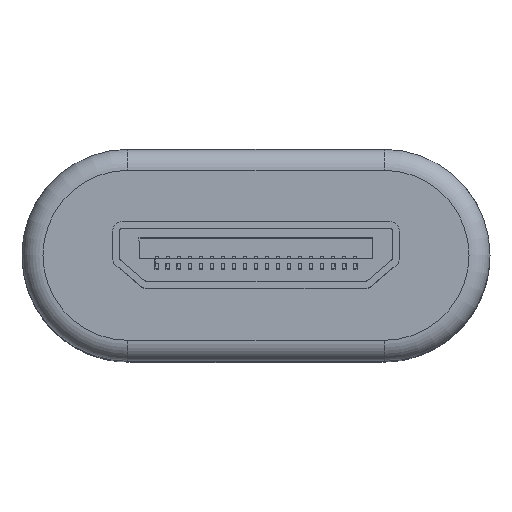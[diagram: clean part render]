
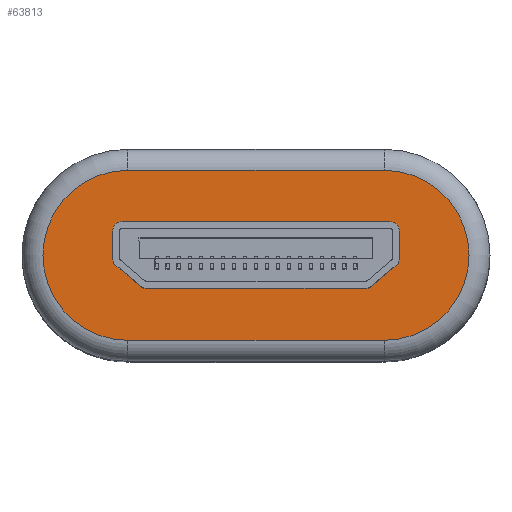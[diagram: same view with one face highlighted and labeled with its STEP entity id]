
A CAD part, top view. The second image highlights one B-rep face of the part: STEP entity #63813.
In plain terms, the highlighted planar face has unit normal (0, 0, 1).
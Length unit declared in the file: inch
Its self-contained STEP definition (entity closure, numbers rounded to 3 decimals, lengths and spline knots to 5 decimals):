
#896 = CIRCLE ( 'NONE', #34131, 0.01378 ) ;
#1118 = VERTEX_POINT ( 'NONE', #59631 ) ;
#1467 = EDGE_CURVE ( 'NONE', #3362, #5325, #37171, .T. ) ;
#2078 = VERTEX_POINT ( 'NONE', #38466 ) ;
#3348 = CARTESIAN_POINT ( 'NONE',  ( -0.15637, -0.03386, 0. ) ) ;
#3362 = VERTEX_POINT ( 'NONE', #67121 ) ;
#3941 = VECTOR ( 'NONE', #35483, 39.37008 ) ;
#4065 = CARTESIAN_POINT ( 'NONE',  ( -0.18307, 0.12157, 0. ) ) ;
#4304 = VECTOR ( 'NONE', #27480, 39.37008 ) ;
#4382 = CARTESIAN_POINT ( 'NONE',  ( 0.18307, 0., 0. ) ) ;
#4496 = ORIENTED_EDGE ( 'NONE', *, *, #1467, .T. ) ;
#4707 = EDGE_CURVE ( 'NONE', #11757, #9521, #896, .T. ) ;
#5325 = VERTEX_POINT ( 'NONE', #38325 ) ;
#5626 = VECTOR ( 'NONE', #65296, 39.37008 ) ;
#5706 = VERTEX_POINT ( 'NONE', #59668 ) ;
#5721 = EDGE_CURVE ( 'NONE', #22464, #3362, #19834, .T. ) ;
#6136 = VERTEX_POINT ( 'NONE', #47460 ) ;
#6372 = ORIENTED_EDGE ( 'NONE', *, *, #18507, .T. ) ;
#6490 = CARTESIAN_POINT ( 'NONE',  ( 0.19134, -0.00424, 0. ) ) ;
#7900 = DIRECTION ( 'NONE',  ( -1., 0., 0. ) ) ;
#7944 = DIRECTION ( 'NONE',  ( 0.763, -0.646, 0. ) ) ;
#8086 = LINE ( 'NONE', #15138, #34823 ) ;
#8252 = AXIS2_PLACEMENT_3D ( 'NONE', #3348, #40728, #8720 ) ;
#8547 = EDGE_CURVE ( 'NONE', #1118, #11757, #30721, .T. ) ;
#8720 = DIRECTION ( 'NONE',  ( 1., 0., 0. ) ) ;
#9215 = VERTEX_POINT ( 'NONE', #46181 ) ;
#9433 = CARTESIAN_POINT ( 'NONE',  ( 0.15637, -0.04764, 0. ) ) ;
#9521 = VERTEX_POINT ( 'NONE', #11751 ) ;
#9669 = ORIENTED_EDGE ( 'NONE', *, *, #44105, .F. ) ;
#9763 = DIRECTION ( 'NONE',  ( -1., 0., 0. ) ) ;
#9779 = ORIENTED_EDGE ( 'NONE', *, *, #16821, .F. ) ;
#10670 = AXIS2_PLACEMENT_3D ( 'NONE', #61537, #29520, #66893 ) ;
#10889 = EDGE_CURVE ( 'NONE', #5325, #44451, #60388, .T. ) ;
#11751 = CARTESIAN_POINT ( 'NONE',  ( -0.20512, 0.03386, 0. ) ) ;
#11757 = VERTEX_POINT ( 'NONE', #41187 ) ;
#11849 = DIRECTION ( 'NONE',  ( -1., 0., 0. ) ) ;
#12548 = EDGE_CURVE ( 'NONE', #9215, #60052, #47154, .T. ) ;
#13667 = VERTEX_POINT ( 'NONE', #41388 ) ;
#14038 = CARTESIAN_POINT ( 'NONE',  ( 0.20512, -0.00424, 0. ) ) ;
#14122 = CARTESIAN_POINT ( 'NONE',  ( -0.33465, 0.15157, 0. ) ) ;
#14352 = FACE_OUTER_BOUND ( 'NONE', #40528, .T. ) ;
#14355 = DIRECTION ( 'NONE',  ( -1., 0., 0. ) ) ;
#15138 = CARTESIAN_POINT ( 'NONE',  ( -0.15637, -0.04764, 0. ) ) ;
#15430 = CARTESIAN_POINT ( 'NONE',  ( -0.18307, -0.12157, 0. ) ) ;
#16821 = EDGE_CURVE ( 'NONE', #41434, #55025, #8086, .T. ) ;
#18507 = EDGE_CURVE ( 'NONE', #44451, #22464, #34169, .T. ) ;
#19068 = ORIENTED_EDGE ( 'NONE', *, *, #61580, .F. ) ;
#19370 = VECTOR ( 'NONE', #7900, 39.37008 ) ;
#19779 = EDGE_LOOP ( 'NONE', ( #9779, #61470, #34664, #37240, #48712, #68100, #40706, #19068, #35653, #56908, #9669, #56697 ) ) ;
#19834 = LINE ( 'NONE', #33276, #5626 ) ;
#20066 = CARTESIAN_POINT ( 'NONE',  ( -0.16527, -0.04437, 0. ) ) ;
#20361 = CIRCLE ( 'NONE', #37954, 0.01378 ) ;
#20530 = DIRECTION ( 'NONE',  ( 1., 0., 0. ) ) ;
#21795 = DIRECTION ( 'NONE',  ( 0., 0., 1. ) ) ;
#22464 = VERTEX_POINT ( 'NONE', #15430 ) ;
#22968 = ORIENTED_EDGE ( 'NONE', *, *, #10889, .T. ) ;
#23695 = VECTOR ( 'NONE', #24580, 39.37008 ) ;
#23788 = CARTESIAN_POINT ( 'NONE',  ( -0.20024, -0.01476, 0. ) ) ;
#24230 = AXIS2_PLACEMENT_3D ( 'NONE', #59413, #27388, #64813 ) ;
#24580 = DIRECTION ( 'NONE',  ( 0., -1., 0. ) ) ;
#25363 = LINE ( 'NONE', #34901, #23695 ) ;
#26842 = EDGE_CURVE ( 'NONE', #9521, #5706, #25363, .T. ) ;
#26845 = EDGE_CURVE ( 'NONE', #35159, #41434, #65349, .T. ) ;
#27388 = DIRECTION ( 'NONE',  ( 0., 0., 1. ) ) ;
#27480 = DIRECTION ( 'NONE',  ( 0.763, 0.646, 0. ) ) ;
#28762 = DIRECTION ( 'NONE',  ( 0., 0., 1. ) ) ;
#29520 = DIRECTION ( 'NONE',  ( 0., 0., 1. ) ) ;
#30020 = EDGE_CURVE ( 'NONE', #55025, #2078, #39030, .T. ) ;
#30721 = LINE ( 'NONE', #67496, #3941 ) ;
#31339 = DIRECTION ( 'NONE',  ( 0., 0., 1. ) ) ;
#31486 = CIRCLE ( 'NONE', #10670, 0.01378 ) ;
#33276 = CARTESIAN_POINT ( 'NONE',  ( -0.33465, -0.12157, 0. ) ) ;
#34131 = AXIS2_PLACEMENT_3D ( 'NONE', #53881, #21795, #59238 ) ;
#34169 = CIRCLE ( 'NONE', #24230, 0.12157 ) ;
#34664 = ORIENTED_EDGE ( 'NONE', *, *, #39081, .F. ) ;
#34823 = VECTOR ( 'NONE', #20530, 39.37008 ) ;
#34901 = CARTESIAN_POINT ( 'NONE',  ( -0.20512, 0.03386, 0. ) ) ;
#35159 = VERTEX_POINT ( 'NONE', #20066 ) ;
#35483 = DIRECTION ( 'NONE',  ( -1., 0., 0. ) ) ;
#35651 = PLANE ( 'NONE',  #52469 ) ;
#35653 = ORIENTED_EDGE ( 'NONE', *, *, #41556, .F. ) ;
#37171 = CIRCLE ( 'NONE', #47847, 0.12157 ) ;
#37240 = ORIENTED_EDGE ( 'NONE', *, *, #49125, .F. ) ;
#37954 = AXIS2_PLACEMENT_3D ( 'NONE', #63351, #31339, #68691 ) ;
#38325 = CARTESIAN_POINT ( 'NONE',  ( 0.18307, 0.12157, 0. ) ) ;
#38466 = CARTESIAN_POINT ( 'NONE',  ( 0.16527, -0.04437, 0. ) ) ;
#39030 = CIRCLE ( 'NONE', #53574, 0.01378 ) ;
#39062 = CARTESIAN_POINT ( 'NONE',  ( 0.20512, 0.03386, 0. ) ) ;
#39081 = EDGE_CURVE ( 'NONE', #13667, #35159, #51143, .T. ) ;
#39894 = CARTESIAN_POINT ( 'NONE',  ( -0.18307, 0.12157, 0. ) ) ;
#40528 = EDGE_LOOP ( 'NONE', ( #6372, #50757, #4496, #22968 ) ) ;
#40706 = ORIENTED_EDGE ( 'NONE', *, *, #8547, .F. ) ;
#40728 = DIRECTION ( 'NONE',  ( 0., 0., 1. ) ) ;
#41187 = CARTESIAN_POINT ( 'NONE',  ( -0.19134, 0.04764, 0. ) ) ;
#41388 = CARTESIAN_POINT ( 'NONE',  ( -0.20024, -0.01476, 0. ) ) ;
#41434 = VERTEX_POINT ( 'NONE', #64804 ) ;
#41556 = EDGE_CURVE ( 'NONE', #60052, #6136, #68322, .T. ) ;
#41782 = DIRECTION ( 'NONE',  ( 0., 0., 1. ) ) ;
#43138 = CARTESIAN_POINT ( 'NONE',  ( 0.20024, -0.01476, 0. ) ) ;
#43628 = LINE ( 'NONE', #43138, #4304 ) ;
#43895 = DIRECTION ( 'NONE',  ( 0., 0., 1. ) ) ;
#44105 = EDGE_CURVE ( 'NONE', #2078, #9215, #43628, .T. ) ;
#44448 = DIRECTION ( 'NONE',  ( 0., 1., 0. ) ) ;
#44451 = VERTEX_POINT ( 'NONE', #4065 ) ;
#46181 = CARTESIAN_POINT ( 'NONE',  ( 0.20024, -0.01476, 0. ) ) ;
#46422 = DIRECTION ( 'NONE',  ( 0., 0., -1. ) ) ;
#47154 = CIRCLE ( 'NONE', #61436, 0.01378 ) ;
#47460 = CARTESIAN_POINT ( 'NONE',  ( 0.20512, 0.03386, 0. ) ) ;
#47847 = AXIS2_PLACEMENT_3D ( 'NONE', #4382, #41782, #9763 ) ;
#48712 = ORIENTED_EDGE ( 'NONE', *, *, #26842, .F. ) ;
#49125 = EDGE_CURVE ( 'NONE', #5706, #13667, #20361, .T. ) ;
#50757 = ORIENTED_EDGE ( 'NONE', *, *, #5721, .T. ) ;
#51143 = LINE ( 'NONE', #23788, #65335 ) ;
#52469 = AXIS2_PLACEMENT_3D ( 'NONE', #14122, #46422, #14355 ) ;
#53574 = AXIS2_PLACEMENT_3D ( 'NONE', #60776, #28762, #66150 ) ;
#53881 = CARTESIAN_POINT ( 'NONE',  ( -0.19134, 0.03386, 0. ) ) ;
#54169 = VECTOR ( 'NONE', #44448, 39.37008 ) ;
#55025 = VERTEX_POINT ( 'NONE', #9433 ) ;
#55385 = FACE_BOUND ( 'NONE', #19779, .T. ) ;
#56697 = ORIENTED_EDGE ( 'NONE', *, *, #30020, .F. ) ;
#56908 = ORIENTED_EDGE ( 'NONE', *, *, #12548, .F. ) ;
#59238 = DIRECTION ( 'NONE',  ( 1., 0., 0. ) ) ;
#59413 = CARTESIAN_POINT ( 'NONE',  ( -0.18307, 0., 0. ) ) ;
#59631 = CARTESIAN_POINT ( 'NONE',  ( 0.19134, 0.04764, 0. ) ) ;
#59668 = CARTESIAN_POINT ( 'NONE',  ( -0.20512, -0.00424, 0. ) ) ;
#60052 = VERTEX_POINT ( 'NONE', #14038 ) ;
#60388 = LINE ( 'NONE', #39894, #19370 ) ;
#60776 = CARTESIAN_POINT ( 'NONE',  ( 0.15637, -0.03386, 0. ) ) ;
#61436 = AXIS2_PLACEMENT_3D ( 'NONE', #6490, #43895, #11849 ) ;
#61470 = ORIENTED_EDGE ( 'NONE', *, *, #26845, .F. ) ;
#61537 = CARTESIAN_POINT ( 'NONE',  ( 0.19134, 0.03386, 0. ) ) ;
#61580 = EDGE_CURVE ( 'NONE', #6136, #1118, #31486, .T. ) ;
#63351 = CARTESIAN_POINT ( 'NONE',  ( -0.19134, -0.00424, 0. ) ) ;
#63813 = ADVANCED_FACE ( 'NONE', ( #55385, #14352 ), #35651, .F. ) ;
#64804 = CARTESIAN_POINT ( 'NONE',  ( -0.15637, -0.04764, 0. ) ) ;
#64813 = DIRECTION ( 'NONE',  ( -1., 0., 0. ) ) ;
#65296 = DIRECTION ( 'NONE',  ( 1., 0., 0. ) ) ;
#65335 = VECTOR ( 'NONE', #7944, 39.37008 ) ;
#65349 = CIRCLE ( 'NONE', #8252, 0.01378 ) ;
#66150 = DIRECTION ( 'NONE',  ( -1., 0., 0. ) ) ;
#66893 = DIRECTION ( 'NONE',  ( -1., 0., 0. ) ) ;
#67121 = CARTESIAN_POINT ( 'NONE',  ( 0.18307, -0.12157, 0. ) ) ;
#67496 = CARTESIAN_POINT ( 'NONE',  ( 0.19134, 0.04764, 0. ) ) ;
#68100 = ORIENTED_EDGE ( 'NONE', *, *, #4707, .F. ) ;
#68322 = LINE ( 'NONE', #39062, #54169 ) ;
#68691 = DIRECTION ( 'NONE',  ( 1., 0., 0. ) ) ;
